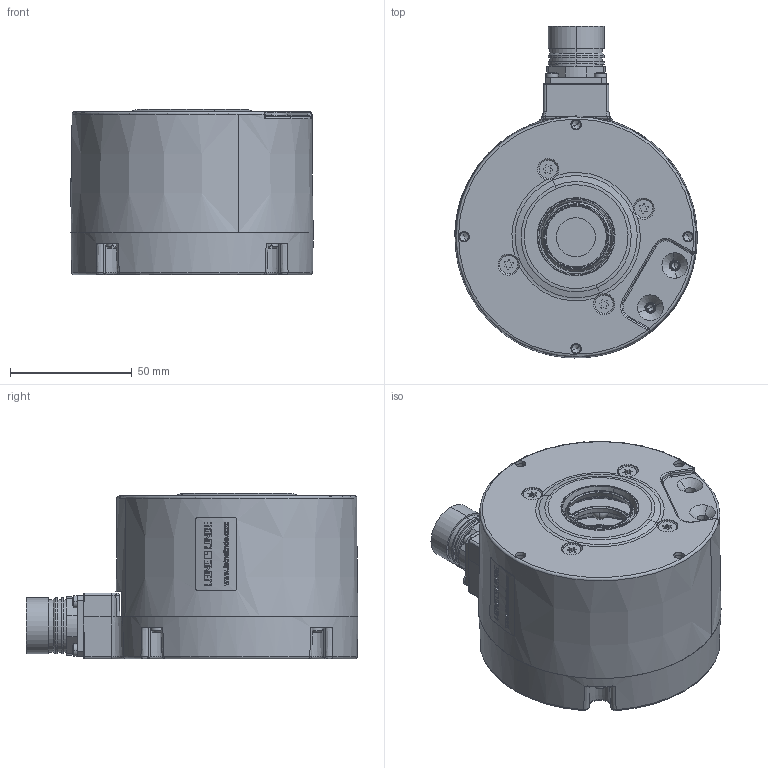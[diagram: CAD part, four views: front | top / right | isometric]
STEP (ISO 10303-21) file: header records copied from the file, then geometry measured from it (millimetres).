
FILE_DESCRIPTION((''),'2;1');
FILE_NAME('729704','2010-11-30T',('se2802'),(''),'PRO/ENGINEER BY PARAMETRIC TECHNOLOGY CORPORATION, 2010180','PRO/ENGINEER BY PARAMETRIC TECHNOLOGY CORPORATION, 2010180','');
FILE_SCHEMA(('CONFIG_CONTROL_DESIGN'));
Length unit declared in the file: millimetre
Products named in the file (1): 729704
Bounding box: 99.59 x 136.34 x 68 mm (x, y, z)
Volume: 262454.8 mm3; surface area: 111155.7 mm2
Topology: 36 solids, 36 shells, 1948 faces, 4967 edges, 3094 vertices
Faces by surface type: plane 577, cylinder 479, extrusion 324, cone 219, torus 135, bspline 112, sphere 102
Entity records: 94876 total; most frequent: CARTESIAN_POINT 50726, ORIENTED_EDGE 9674, DIRECTION 8108, EDGE_CURVE 4837, VERTEX_POINT 3094, AXIS2_PLACEMENT_3D 3002, EDGE_LOOP 2133, VECTOR 2104
